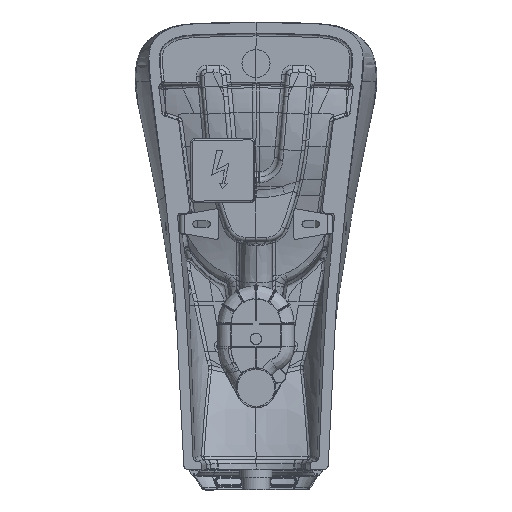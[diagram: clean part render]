
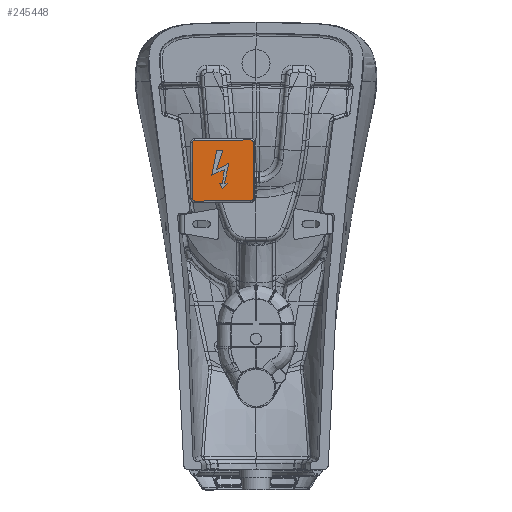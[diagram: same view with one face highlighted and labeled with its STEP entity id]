
A CAD part, left-side view. The second image highlights one B-rep face of the part: STEP entity #245448.
In plain terms, the highlighted face is planar.
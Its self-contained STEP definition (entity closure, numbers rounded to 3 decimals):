
#244706=CARTESIAN_POINT('',(-26.976,-29.648,15.0));
#244707=VERTEX_POINT('',#244706);
#244714=CARTESIAN_POINT('',(-18.783,-5.232,15.0));
#244715=VERTEX_POINT('',#244714);
#244716=CARTESIAN_POINT('',(-18.783,-5.232,15.0));
#244717=DIRECTION('',(-0.318,-0.948,0.0));
#244718=VECTOR('',#244717,25.754);
#244719=LINE('',#244716,#244718);
#244720=EDGE_CURVE('',#244715,#244707,#244719,.T.);
#244744=CARTESIAN_POINT('',(-11.635,-22.018,15.0));
#244745=VERTEX_POINT('',#244744);
#244752=CARTESIAN_POINT('',(-26.976,-29.648,15.0));
#244753=DIRECTION('',(0.895,0.445,0.0));
#244754=VECTOR('',#244753,17.133);
#244755=LINE('',#244752,#244754);
#244756=EDGE_CURVE('',#244707,#244745,#244755,.T.);
#244775=CARTESIAN_POINT('',(-16.912,-46.974,15.0));
#244776=VERTEX_POINT('',#244775);
#244783=CARTESIAN_POINT('',(-11.635,-22.018,15.0));
#244784=DIRECTION('',(-0.207,-0.978,0.0));
#244785=VECTOR('',#244784,25.508);
#244786=LINE('',#244783,#244785);
#244787=EDGE_CURVE('',#244745,#244776,#244786,.T.);
#244806=CARTESIAN_POINT('',(-13.465,-46.974,15.0));
#244807=VERTEX_POINT('',#244806);
#244814=CARTESIAN_POINT('',(-16.912,-46.974,15.0));
#244815=DIRECTION('',(1.0,0.0,0.0));
#244816=VECTOR('',#244815,3.447);
#244817=LINE('',#244814,#244816);
#244818=EDGE_CURVE('',#244776,#244807,#244817,.T.);
#244837=CARTESIAN_POINT('',(-19.82,-53.602,15.0));
#244838=VERTEX_POINT('',#244837);
#244845=CARTESIAN_POINT('',(-13.465,-46.974,15.0));
#244846=DIRECTION('',(-0.692,-0.722,0.0));
#244847=VECTOR('',#244846,9.182);
#244848=LINE('',#244845,#244847);
#244849=EDGE_CURVE('',#244807,#244838,#244848,.T.);
#244868=CARTESIAN_POINT('',(-23.145,-46.916,15.0));
#244869=VERTEX_POINT('',#244868);
#244876=CARTESIAN_POINT('',(-19.82,-53.602,15.0));
#244877=DIRECTION('',(-0.445,0.895,0.0));
#244878=VECTOR('',#244877,7.467);
#244879=LINE('',#244876,#244878);
#244880=EDGE_CURVE('',#244838,#244869,#244879,.T.);
#244899=CARTESIAN_POINT('',(-19.305,-46.916,15.0));
#244900=VERTEX_POINT('',#244899);
#244907=CARTESIAN_POINT('',(-23.145,-46.916,15.0));
#244908=DIRECTION('',(1.0,0.0,0.0));
#244909=VECTOR('',#244908,3.84);
#244910=LINE('',#244907,#244909);
#244911=EDGE_CURVE('',#244869,#244900,#244910,.T.);
#244930=CARTESIAN_POINT('',(-17.177,-29.648,15.0));
#244931=VERTEX_POINT('',#244930);
#244938=CARTESIAN_POINT('',(-19.305,-46.916,15.0));
#244939=DIRECTION('',(0.122,0.992,0.0));
#244940=VECTOR('',#244939,17.399);
#244941=LINE('',#244938,#244940);
#244942=EDGE_CURVE('',#244900,#244931,#244941,.T.);
#244961=CARTESIAN_POINT('',(-33.017,-36.461,15.0));
#244962=VERTEX_POINT('',#244961);
#244969=CARTESIAN_POINT('',(-17.177,-29.648,15.0));
#244970=DIRECTION('',(-0.919,-0.395,0.0));
#244971=VECTOR('',#244970,17.243);
#244972=LINE('',#244969,#244971);
#244973=EDGE_CURVE('',#244931,#244962,#244972,.T.);
#244992=CARTESIAN_POINT('',(-26.413,-5.232,15.0));
#244993=VERTEX_POINT('',#244992);
#245000=CARTESIAN_POINT('',(-33.017,-36.461,15.0));
#245001=DIRECTION('',(0.207,0.978,0.0));
#245002=VECTOR('',#245001,31.92);
#245003=LINE('',#245000,#245002);
#245004=EDGE_CURVE('',#244962,#244993,#245003,.T.);
#245022=CARTESIAN_POINT('',(-26.413,-5.232,15.0));
#245023=DIRECTION('',(1.0,0.0,0.0));
#245024=VECTOR('',#245023,7.63);
#245025=LINE('',#245022,#245024);
#245026=EDGE_CURVE('',#244993,#244715,#245025,.T.);
#245058=CARTESIAN_POINT('',(15.936,-68.773,15.0));
#245059=VERTEX_POINT('',#245058);
#245067=CARTESIAN_POINT('',(-54.064,-68.773,15.0));
#245068=VERTEX_POINT('',#245067);
#245069=CARTESIAN_POINT('',(15.936,-68.773,15.0));
#245070=DIRECTION('',(-1.0,0.0,0.0));
#245071=VECTOR('',#245070,70.0);
#245072=LINE('',#245069,#245071);
#245073=EDGE_CURVE('',#245059,#245068,#245072,.T.);
#245098=CARTESIAN_POINT('',(-57.064,-65.773,15.0));
#245099=VERTEX_POINT('',#245098);
#245117=CARTESIAN_POINT('',(-54.064,-65.773,15.0));
#245118=DIRECTION('',(0.0,0.0,-1.));
#245119=DIRECTION('',(-0.707,-0.707,0.0));
#245120=AXIS2_PLACEMENT_3D('',#245117,#245118,#245119);
#245121=CIRCLE('',#245120,3.);
#245122=EDGE_CURVE('',#245068,#245099,#245121,.T.);
#245132=CARTESIAN_POINT('',(-57.064,4.227,15.0));
#245133=VERTEX_POINT('',#245132);
#245150=CARTESIAN_POINT('',(-57.064,-65.773,15.0));
#245151=DIRECTION('',(0.0,1.0,0.0));
#245152=VECTOR('',#245151,70.0);
#245153=LINE('',#245150,#245152);
#245154=EDGE_CURVE('',#245099,#245133,#245153,.T.);
#245164=CARTESIAN_POINT('',(-54.064,7.227,15.0));
#245165=VERTEX_POINT('',#245164);
#245183=CARTESIAN_POINT('',(-54.064,4.227,15.0));
#245184=DIRECTION('',(0.0,0.0,-1.0));
#245185=DIRECTION('',(-0.707,0.707,0.0));
#245186=AXIS2_PLACEMENT_3D('',#245183,#245184,#245185);
#245187=CIRCLE('',#245186,3.0);
#245188=EDGE_CURVE('',#245133,#245165,#245187,.T.);
#245198=CARTESIAN_POINT('',(15.936,7.227,15.0));
#245199=VERTEX_POINT('',#245198);
#245216=CARTESIAN_POINT('',(-54.064,7.227,15.0));
#245217=DIRECTION('',(1.0,0.0,0.0));
#245218=VECTOR('',#245217,70.0);
#245219=LINE('',#245216,#245218);
#245220=EDGE_CURVE('',#245165,#245199,#245219,.T.);
#245230=CARTESIAN_POINT('',(18.936,4.227,15.0));
#245231=VERTEX_POINT('',#245230);
#245249=CARTESIAN_POINT('',(15.936,4.227,15.0));
#245250=DIRECTION('',(0.0,0.0,-1.0));
#245251=DIRECTION('',(0.707,0.707,0.0));
#245252=AXIS2_PLACEMENT_3D('',#245249,#245250,#245251);
#245253=CIRCLE('',#245252,3.);
#245254=EDGE_CURVE('',#245199,#245231,#245253,.T.);
#245264=CARTESIAN_POINT('',(18.936,-65.773,15.0));
#245265=VERTEX_POINT('',#245264);
#245282=CARTESIAN_POINT('',(18.936,4.227,15.0));
#245283=DIRECTION('',(0.0,-1.0,0.0));
#245284=VECTOR('',#245283,70.0);
#245285=LINE('',#245282,#245284);
#245286=EDGE_CURVE('',#245231,#245265,#245285,.T.);
#245305=CARTESIAN_POINT('',(15.936,-65.773,15.0));
#245306=DIRECTION('',(0.0,0.0,-1.0));
#245307=DIRECTION('',(0.707,-0.707,0.0));
#245308=AXIS2_PLACEMENT_3D('',#245305,#245306,#245307);
#245309=CIRCLE('',#245308,3.0);
#245310=EDGE_CURVE('',#245265,#245059,#245309,.T.);
#245420=CARTESIAN_POINT('',(-19.064,-30.773,15.0));
#245421=DIRECTION('',(0.0,0.0,1.0));
#245422=DIRECTION('',(1.0,0.0,0.0));
#245423=AXIS2_PLACEMENT_3D('',#245420,#245421,#245422);
#245424=PLANE('',#245423);
#245425=ORIENTED_EDGE('',*,*,#245073,.F.);
#245426=ORIENTED_EDGE('',*,*,#245310,.F.);
#245427=ORIENTED_EDGE('',*,*,#245286,.F.);
#245428=ORIENTED_EDGE('',*,*,#245254,.F.);
#245429=ORIENTED_EDGE('',*,*,#245220,.F.);
#245430=ORIENTED_EDGE('',*,*,#245188,.F.);
#245431=ORIENTED_EDGE('',*,*,#245154,.F.);
#245432=ORIENTED_EDGE('',*,*,#245122,.F.);
#245433=EDGE_LOOP('',(#245425,#245426,#245427,#245428,#245429,#245430,#245431,#245432));
#245434=FACE_OUTER_BOUND('',#245433,.T.);
#245435=ORIENTED_EDGE('',*,*,#244720,.T.);
#245436=ORIENTED_EDGE('',*,*,#244756,.T.);
#245437=ORIENTED_EDGE('',*,*,#244787,.T.);
#245438=ORIENTED_EDGE('',*,*,#244818,.T.);
#245439=ORIENTED_EDGE('',*,*,#244849,.T.);
#245440=ORIENTED_EDGE('',*,*,#244880,.T.);
#245441=ORIENTED_EDGE('',*,*,#244911,.T.);
#245442=ORIENTED_EDGE('',*,*,#244942,.T.);
#245443=ORIENTED_EDGE('',*,*,#244973,.T.);
#245444=ORIENTED_EDGE('',*,*,#245004,.T.);
#245445=ORIENTED_EDGE('',*,*,#245026,.T.);
#245446=EDGE_LOOP('',(#245435,#245436,#245437,#245438,#245439,#245440,#245441,#245442,#245443,#245444,#245445));
#245447=FACE_BOUND('',#245446,.T.);
#245448=ADVANCED_FACE('',(#245434,#245447),#245424,.T.);
